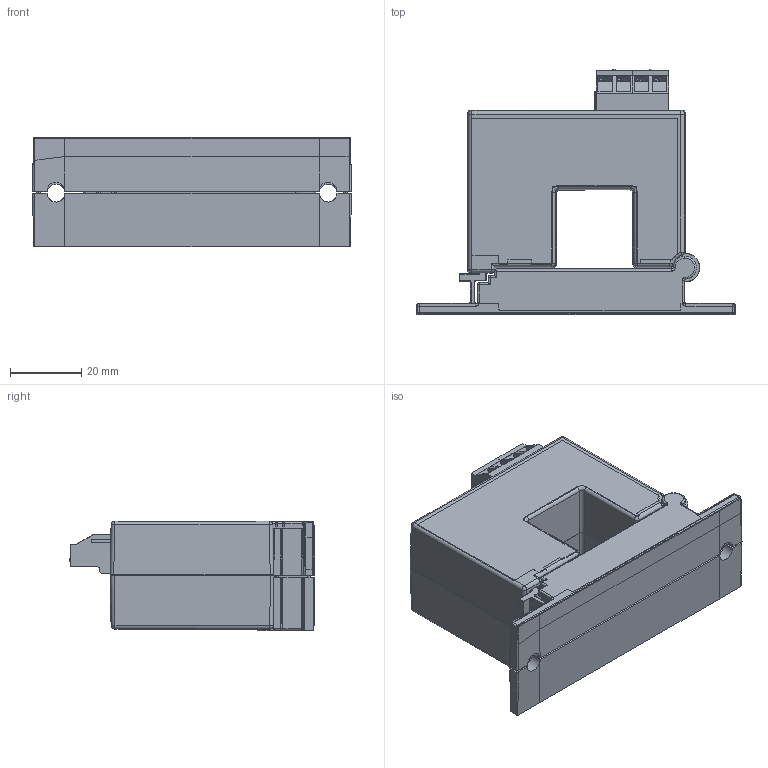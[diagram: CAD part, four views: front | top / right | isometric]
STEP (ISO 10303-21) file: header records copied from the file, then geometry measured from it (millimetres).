
FILE_DESCRIPTION (( 'STEP AP214' ), '1' );
FILE_NAME ('ACTH050-42-24-S.STEP', '2020-10-20T14:29:34', ( '' ), ( '' ), 'SwSTEP 2.0', 'SolidWorks 2017', '' );
FILE_SCHEMA (( 'AUTOMOTIVE_DESIGN' ));
Length unit declared in the file: millimetre
Products named in the file (1): ACTH050-42-24-S
Bounding box: 89.3 x 68.84 x 30.67 mm (x, y, z)
Volume: 97478.5 mm3; surface area: 53625.7 mm2
Topology: 6 solids, 7 shells, 1248 faces, 3552 edges, 2345 vertices
Faces by surface type: plane 801, cylinder 266, bspline 111, cone 43, sphere 19, torus 8
Entity records: 46395 total; most frequent: CARTESIAN_POINT 15301, ORIENTED_EDGE 7096, DIRECTION 5544, EDGE_CURVE 3548, VECTOR 2464, LINE 2464, VERTEX_POINT 2345, AXIS2_PLACEMENT_3D 1540
